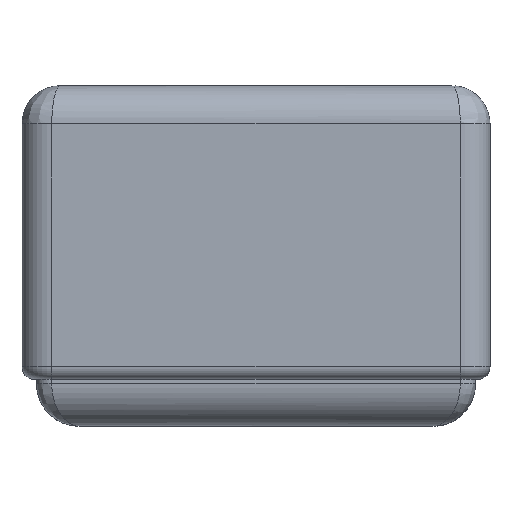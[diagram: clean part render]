
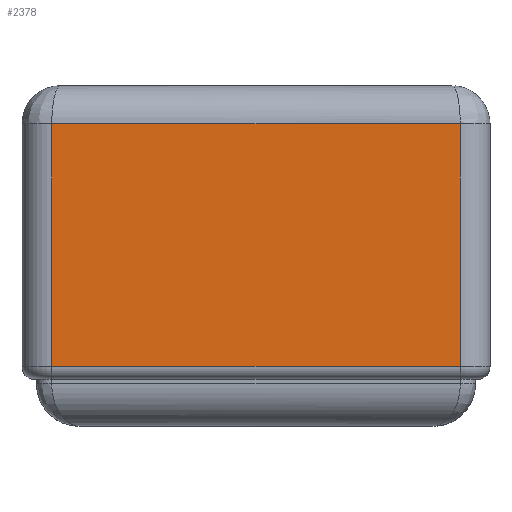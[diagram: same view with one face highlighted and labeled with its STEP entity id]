
A CAD part, top view. The second image highlights one B-rep face of the part: STEP entity #2378.
In plain terms, the highlighted planar face has unit normal (0, 0, 1).
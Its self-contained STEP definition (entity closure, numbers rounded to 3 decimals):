
#61=PLANE('',#2580);
#116=LINE('',#3541,#380);
#226=LINE('',#3819,#490);
#228=LINE('',#3839,#492);
#229=LINE('',#3841,#493);
#380=VECTOR('',#2718,10.);
#490=VECTOR('',#2990,10.);
#492=VECTOR('',#3026,10.);
#493=VECTOR('',#3029,10.);
#753=FACE_OUTER_BOUND('',#901,.T.);
#901=EDGE_LOOP('',(#1927,#1928,#1929,#1930));
#1058=VERTEX_POINT('',#3404);
#1059=VERTEX_POINT('',#3442);
#1153=VERTEX_POINT('',#3816);
#1154=VERTEX_POINT('',#3818);
#1283=EDGE_CURVE('',#1059,#1058,#116,.T.);
#1420=EDGE_CURVE('',#1153,#1154,#226,.T.);
#1431=EDGE_CURVE('',#1154,#1059,#228,.T.);
#1432=EDGE_CURVE('',#1153,#1058,#229,.T.);
#1927=ORIENTED_EDGE('',*,*,#1283,.F.);
#1928=ORIENTED_EDGE('',*,*,#1431,.F.);
#1929=ORIENTED_EDGE('',*,*,#1420,.F.);
#1930=ORIENTED_EDGE('',*,*,#1432,.T.);
#2378=ADVANCED_FACE('',(#753),#61,.T.);
#2580=AXIS2_PLACEMENT_3D('',#3840,#3027,#3028);
#2718=DIRECTION('',(1.,0.,0.));
#2990=DIRECTION('',(-1.,0.,0.));
#3026=DIRECTION('',(0.,1.,0.));
#3027=DIRECTION('center_axis',(0.,0.,1.));
#3028=DIRECTION('ref_axis',(-1.,0.,0.));
#3029=DIRECTION('',(0.,1.,0.));
#3404=CARTESIAN_POINT('',(50.,23.,30.5));
#3442=CARTESIAN_POINT('',(2.,23.,30.5));
#3541=CARTESIAN_POINT('',(38.,23.,30.5));
#3816=CARTESIAN_POINT('',(50.,-5.5,30.5));
#3818=CARTESIAN_POINT('',(2.,-5.5,30.5));
#3819=CARTESIAN_POINT('',(38.,-5.5,30.5));
#3839=CARTESIAN_POINT('',(2.,8.,30.5));
#3840=CARTESIAN_POINT('Origin',(50.,8.,30.5));
#3841=CARTESIAN_POINT('',(50.,8.,30.5));
